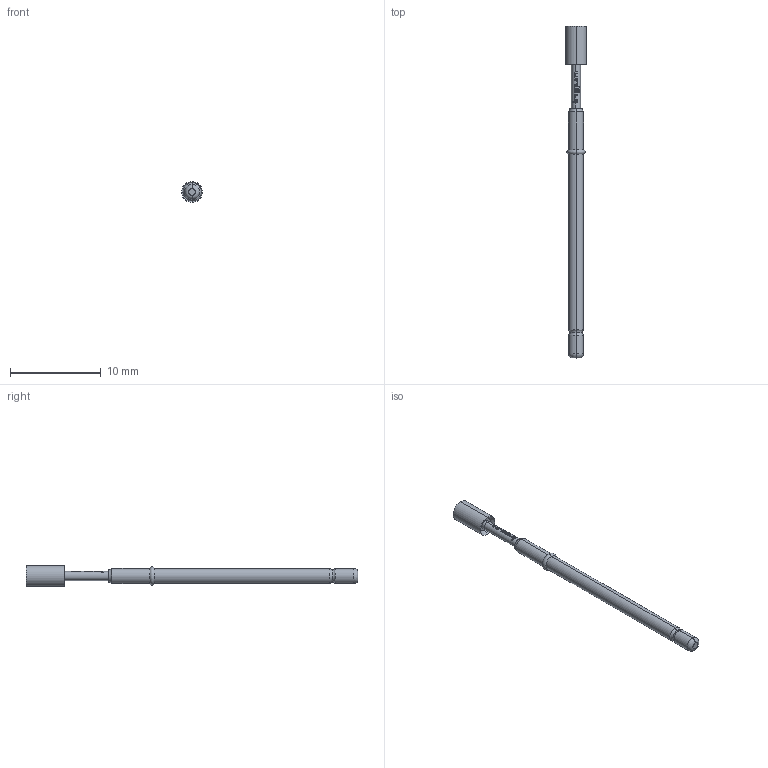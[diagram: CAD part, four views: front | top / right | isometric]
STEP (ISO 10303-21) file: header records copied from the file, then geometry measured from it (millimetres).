
FILE_DESCRIPTION (( 'STEP AP203' ), '1' );
FILE_NAME ('INGUN_GKS-112_006_230_A_xx05.STEP', '2020-08-24T09:07:49', ( '' ), ( '' ), 'SwSTEP 2.0', 'SolidWorks 2018', '' );
FILE_SCHEMA (( 'CONFIG_CONTROL_DESIGN' ));
Length unit declared in the file: millimetre
Products named in the file (1): INGUN_GKS-112_006_230_A_xx05
Bounding box: 2.3 x 36.5 x 2.3 mm (x, y, z)
Volume: 75.5 mm3; surface area: 215.1 mm2
Topology: 1 solids, 1 shells, 189 faces, 462 edges, 281 vertices
Faces by surface type: plane 100, cylinder 35, bspline 24, cone 16, torus 14
Entity records: 6495 total; most frequent: CARTESIAN_POINT 2637, ORIENTED_EDGE 924, DIRECTION 586, EDGE_CURVE 462, VERTEX_POINT 281, AXIS2_PLACEMENT_3D 236, B_SPLINE_CURVE_WITH_KNOTS 222, EDGE_LOOP 195
